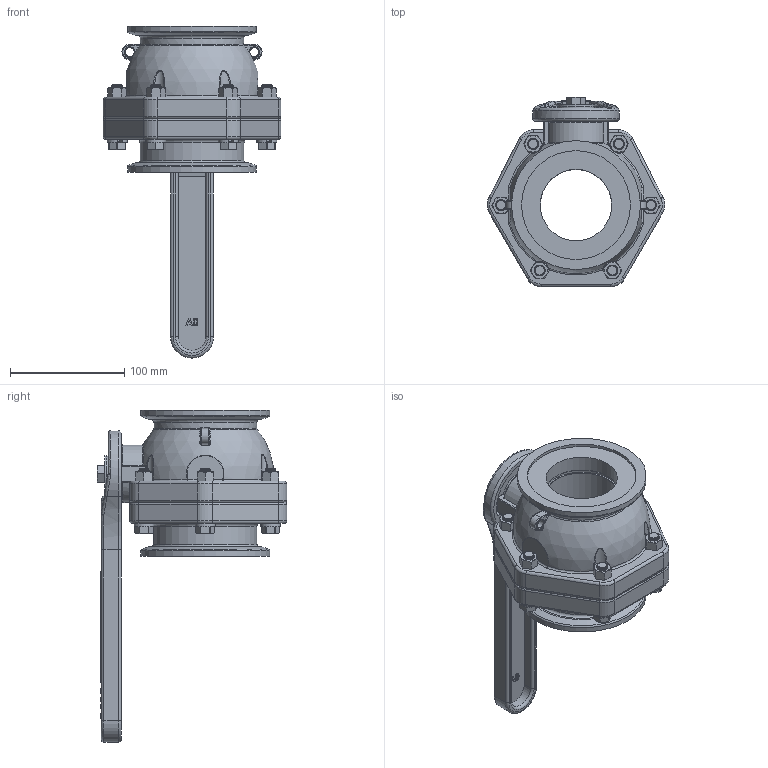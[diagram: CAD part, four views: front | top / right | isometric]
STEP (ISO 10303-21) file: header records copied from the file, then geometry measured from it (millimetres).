
FILE_DESCRIPTION(/* description */ ('3" Stubby Body w/ M300 Flange'),/* implementation_level */ '2;1');
FILE_NAME(/* name */ 'MVS300CF.stp',/* time_stamp */ '2014-03-24T13:36:22-04:00',/* author */ ('mclevenger'),/* organization */ (''),/* preprocessor_version */ 'ST-DEVELOPER v15.2',/* originating_system */ 'Autodesk Inventor 2014',/* authorisation */ '');
FILE_SCHEMA (('AUTOMOTIVE_DESIGN { 1 0 10303 214 3 1 1 }'));
Length unit declared in the file: inch
Products named in the file (20): MVS30254X; MVS30254; VS30278X; VS30278; V20010SS; V20018; V20019; V25020; V25121; V25153; V25160; V25163; V30265; V25151BX; VS25151B; VX30255; VS30255M; VS30255; VS30258; MVS300CF
Bounding box: 155.54 x 165.91 x 290.58 mm (x, y, z)
Volume: 1100735.6 mm3; surface area: 274971.8 mm2
Topology: 30 solids, 30 shells, 2292 faces, 5231 edges, 3067 vertices
Faces by surface type: cylinder 764, cone 632, plane 625, bspline 138, torus 111, sphere 22
Full cylindrical faces by diameter (mm): 7.798 x1, 7.874 x2, 9.525 x1, 10.312 x13, 14.275 x1, 25.4 x1, 25.527 x1, 25.806 x1, 31.496 x1, 31.521 x1, 31.75 x2, 36.525 x1, 37.084 x1, 62.484 x3, 67.869 x2, 68.072 x2, 73.152 x4, 76.2 x1, 90.424 x2, 94.996 x1, 95.25 x2, 100.203 x1, 112.725 x1, 112.776 x2
Entity records: 39328 total; most frequent: CARTESIAN_POINT 12147, ORIENTED_EDGE 5536, DIRECTION 5366, EDGE_CURVE 2768, AXIS2_PLACEMENT_3D 1912, VERTEX_POINT 1762, LINE 1542, VECTOR 1542
